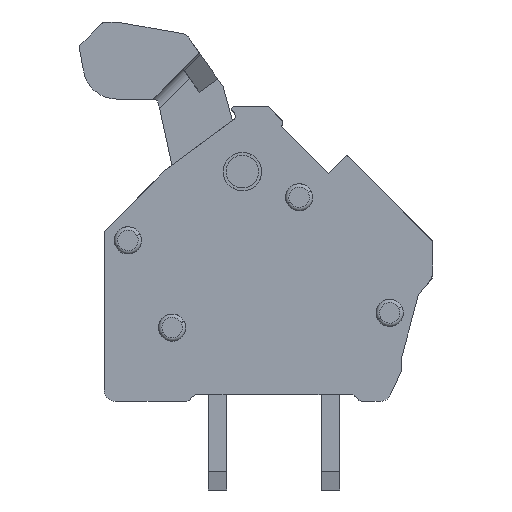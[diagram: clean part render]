
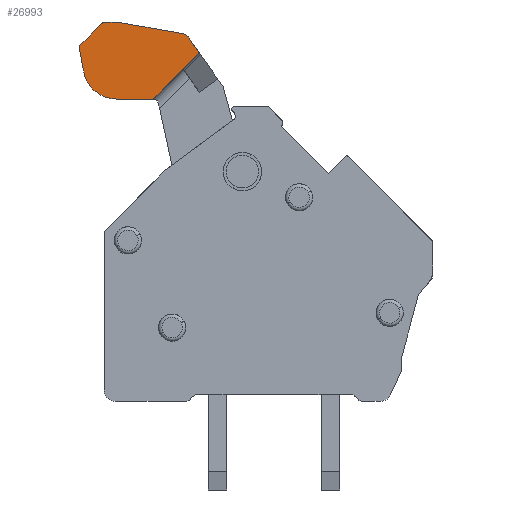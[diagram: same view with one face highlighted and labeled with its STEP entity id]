
A CAD part, left-side view. The second image highlights one B-rep face of the part: STEP entity #26993.
In plain terms, the highlighted planar face has unit normal (-1, 0, 0).
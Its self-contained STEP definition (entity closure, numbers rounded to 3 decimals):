
#26678=AXIS2_PLACEMENT_3D('Circle Axis2P3D',#26676,#26677,$) ;
#26916=AXIS2_PLACEMENT_3D('Plane Axis2P3D',#26913,#26914,#26915) ;
#26920=AXIS2_PLACEMENT_3D('Circle Axis2P3D',#26918,#26919,$) ;
#26936=AXIS2_PLACEMENT_3D('Circle Axis2P3D',#26934,#26935,$) ;
#26964=AXIS2_PLACEMENT_3D('Circle Axis2P3D',#26962,#26963,$) ;
#26969=AXIS2_PLACEMENT_3D('Circle Axis2P3D',#26967,#26968,$) ;
#26652=CARTESIAN_POINT('Vertex',(1.65,13.94,20.647)) ;
#26673=CARTESIAN_POINT('Vertex',(1.65,13.957,20.648)) ;
#26676=CARTESIAN_POINT('Axis2P3D Location',(1.65,13.957,20.548)) ;
#26768=CARTESIAN_POINT('Line Origine',(1.65,12.476,20.389)) ;
#26772=CARTESIAN_POINT('Vertex',(1.65,11.013,20.131)) ;
#26897=CARTESIAN_POINT('Vertex',(1.65,14.439,20.648)) ;
#26900=CARTESIAN_POINT('Line Origine',(1.65,14.198,20.648)) ;
#26913=CARTESIAN_POINT('Axis2P3D Location',(1.65,9.601,4.448)) ;
#26918=CARTESIAN_POINT('Axis2P3D Location',(1.65,15.501,19.548)) ;
#26922=CARTESIAN_POINT('Vertex',(1.65,15.572,19.619)) ;
#26924=CARTESIAN_POINT('Vertex',(1.65,15.6,19.531)) ;
#26927=CARTESIAN_POINT('Line Origine',(1.65,15.508,19.009)) ;
#26931=CARTESIAN_POINT('Vertex',(1.65,15.416,18.488)) ;
#26934=CARTESIAN_POINT('Axis2P3D Location',(1.65,13.938,18.748)) ;
#26938=CARTESIAN_POINT('Vertex',(1.65,13.938,17.248)) ;
#26941=CARTESIAN_POINT('Line Origine',(1.65,13.142,17.248)) ;
#26945=CARTESIAN_POINT('Vertex',(1.65,12.346,17.248)) ;
#26948=CARTESIAN_POINT('Line Origine',(1.65,11.323,18.271)) ;
#26952=CARTESIAN_POINT('Vertex',(1.65,10.301,19.293)) ;
#26955=CARTESIAN_POINT('Line Origine',(1.65,10.544,19.64)) ;
#26959=CARTESIAN_POINT('Vertex',(1.65,10.787,19.987)) ;
#26962=CARTESIAN_POINT('Axis2P3D Location',(1.65,11.073,19.786)) ;
#26967=CARTESIAN_POINT('Axis2P3D Location',(1.65,14.439,20.398)) ;
#26971=CARTESIAN_POINT('Vertex',(1.65,14.616,20.575)) ;
#26974=CARTESIAN_POINT('Line Origine',(1.65,15.094,20.097)) ;
#26677=DIRECTION('Axis2P3D Direction',(-1.,0.,0.)) ;
#26769=DIRECTION('Vector Direction',(0.,-0.985,-0.174)) ;
#26901=DIRECTION('Vector Direction',(0.,-1.,0.)) ;
#26914=DIRECTION('Axis2P3D Direction',(-1.,0.,0.)) ;
#26915=DIRECTION('Axis2P3D XDirection',(0.,-1.,0.)) ;
#26919=DIRECTION('Axis2P3D Direction',(-1.,0.,0.)) ;
#26928=DIRECTION('Vector Direction',(0.,0.174,0.985)) ;
#26935=DIRECTION('Axis2P3D Direction',(-1.,0.,0.)) ;
#26942=DIRECTION('Vector Direction',(0.,1.,0.)) ;
#26949=DIRECTION('Vector Direction',(0.,0.707,-0.707)) ;
#26956=DIRECTION('Vector Direction',(0.,0.574,0.819)) ;
#26963=DIRECTION('Axis2P3D Direction',(-1.,0.,0.)) ;
#26968=DIRECTION('Axis2P3D Direction',(-1.,0.,0.)) ;
#26975=DIRECTION('Vector Direction',(0.,-0.707,0.707)) ;
#26770=VECTOR('Line Direction',#26769,1.) ;
#26902=VECTOR('Line Direction',#26901,1.) ;
#26929=VECTOR('Line Direction',#26928,1.) ;
#26943=VECTOR('Line Direction',#26942,1.) ;
#26950=VECTOR('Line Direction',#26949,1.) ;
#26957=VECTOR('Line Direction',#26956,1.) ;
#26976=VECTOR('Line Direction',#26975,1.) ;
#26980=ORIENTED_EDGE('',*,*,#26926,.T.) ;
#26981=ORIENTED_EDGE('',*,*,#26933,.T.) ;
#26982=ORIENTED_EDGE('',*,*,#26940,.T.) ;
#26983=ORIENTED_EDGE('',*,*,#26947,.T.) ;
#26984=ORIENTED_EDGE('',*,*,#26954,.T.) ;
#26985=ORIENTED_EDGE('',*,*,#26961,.T.) ;
#26986=ORIENTED_EDGE('',*,*,#26966,.T.) ;
#26987=ORIENTED_EDGE('',*,*,#26774,.T.) ;
#26988=ORIENTED_EDGE('',*,*,#26680,.T.) ;
#26989=ORIENTED_EDGE('',*,*,#26904,.T.) ;
#26990=ORIENTED_EDGE('',*,*,#26973,.T.) ;
#26991=ORIENTED_EDGE('',*,*,#26978,.T.) ;
#26993=ADVANCED_FACE('LMZFL5.00_Lever.1\\Lever_LMZFL5.00.1',(#26992),#26917,.T.) ;
#26679=CIRCLE('generated circle',#26678,0.1) ;
#26921=CIRCLE('generated circle',#26920,0.1) ;
#26937=CIRCLE('generated circle',#26936,1.5) ;
#26965=CIRCLE('generated circle',#26964,0.35) ;
#26970=CIRCLE('generated circle',#26969,0.25) ;
#26680=EDGE_CURVE('',#26653,#26674,#26679,.T.) ;
#26774=EDGE_CURVE('',#26773,#26653,#26771,.F.) ;
#26904=EDGE_CURVE('',#26674,#26898,#26903,.F.) ;
#26926=EDGE_CURVE('',#26923,#26925,#26921,.T.) ;
#26933=EDGE_CURVE('',#26925,#26932,#26930,.F.) ;
#26940=EDGE_CURVE('',#26932,#26939,#26937,.T.) ;
#26947=EDGE_CURVE('',#26939,#26946,#26944,.F.) ;
#26954=EDGE_CURVE('',#26946,#26953,#26951,.F.) ;
#26961=EDGE_CURVE('',#26953,#26960,#26958,.T.) ;
#26966=EDGE_CURVE('',#26960,#26773,#26965,.T.) ;
#26973=EDGE_CURVE('',#26898,#26972,#26970,.T.) ;
#26978=EDGE_CURVE('',#26972,#26923,#26977,.F.) ;
#26979=EDGE_LOOP('',(#26980,#26981,#26982,#26983,#26984,#26985,#26986,#26987,#26988,#26989,#26990,#26991)) ;
#26992=FACE_OUTER_BOUND('',#26979,.T.) ;
#26771=LINE('Line',#26768,#26770) ;
#26903=LINE('Line',#26900,#26902) ;
#26930=LINE('Line',#26927,#26929) ;
#26944=LINE('Line',#26941,#26943) ;
#26951=LINE('Line',#26948,#26950) ;
#26958=LINE('Line',#26955,#26957) ;
#26977=LINE('Line',#26974,#26976) ;
#26917=PLANE('',#26916) ;
#26653=VERTEX_POINT('',#26652) ;
#26674=VERTEX_POINT('',#26673) ;
#26773=VERTEX_POINT('',#26772) ;
#26898=VERTEX_POINT('',#26897) ;
#26923=VERTEX_POINT('',#26922) ;
#26925=VERTEX_POINT('',#26924) ;
#26932=VERTEX_POINT('',#26931) ;
#26939=VERTEX_POINT('',#26938) ;
#26946=VERTEX_POINT('',#26945) ;
#26953=VERTEX_POINT('',#26952) ;
#26960=VERTEX_POINT('',#26959) ;
#26972=VERTEX_POINT('',#26971) ;
